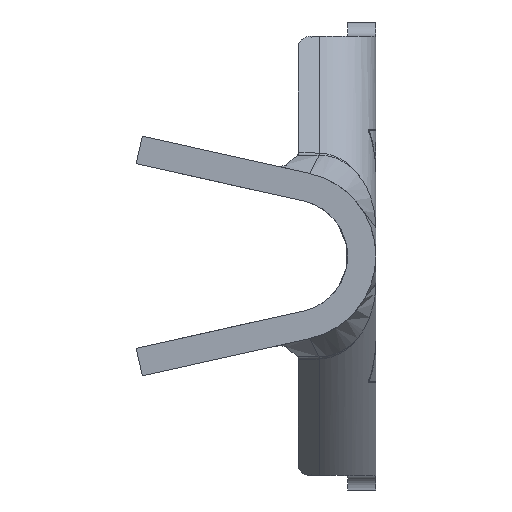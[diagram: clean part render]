
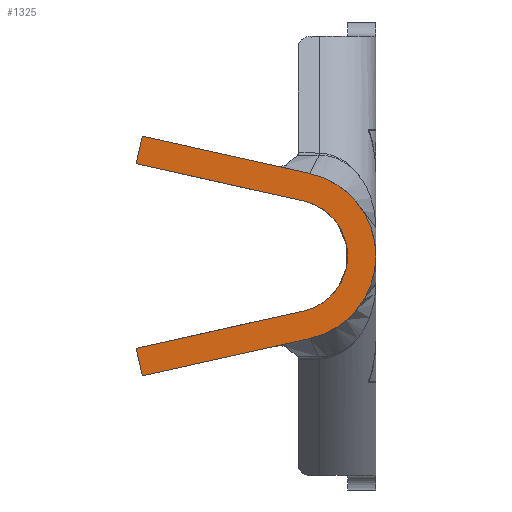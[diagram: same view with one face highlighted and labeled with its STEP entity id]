
A CAD part, left-side view. The second image highlights one B-rep face of the part: STEP entity #1325.
In plain terms, the highlighted planar face has unit normal (-1, 0, 0).
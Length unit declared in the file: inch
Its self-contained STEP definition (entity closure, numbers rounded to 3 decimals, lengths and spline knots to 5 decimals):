
#93 = VECTOR ( 'NONE', #3273, 39.37008 ) ;
#142 = PLANE ( 'NONE',  #1197 ) ;
#239 = ORIENTED_EDGE ( 'NONE', *, *, #3290, .F. ) ;
#296 = EDGE_CURVE ( 'NONE', #5230, #4960, #764, .T. ) ;
#522 = DIRECTION ( 'NONE',  ( 0., -0.976, -0.217 ) ) ;
#729 = CIRCLE ( 'NONE', #7114, 0.04 ) ;
#730 = DIRECTION ( 'NONE',  ( 0., 0.217, 0.976 ) ) ;
#731 = DIRECTION ( 'NONE',  ( 1., 0., 0. ) ) ;
#764 = CIRCLE ( 'NONE', #3162, 0.06 ) ;
#912 = VERTEX_POINT ( 'NONE', #1590 ) ;
#1009 = VECTOR ( 'NONE', #3662, 39.37008 ) ;
#1016 = CARTESIAN_POINT ( 'NONE',  ( -0.439, 0.16565, -0.085 ) ) ;
#1050 = DIRECTION ( 'NONE',  ( 0., 0.976, -0.217 ) ) ;
#1197 = AXIS2_PLACEMENT_3D ( 'NONE', #3565, #731, #4736 ) ;
#1274 = VERTEX_POINT ( 'NONE', #6978 ) ;
#1325 = ADVANCED_FACE ( 'NONE', ( #2452 ), #142, .F. ) ;
#1498 = ORIENTED_EDGE ( 'NONE', *, *, #4684, .F. ) ;
#1590 = CARTESIAN_POINT ( 'NONE',  ( -0.439, 0.17, -0.06548 ) ) ;
#1630 = LINE ( 'NONE', #6751, #5820 ) ;
#1804 = DIRECTION ( 'NONE',  ( 1., 0., 0. ) ) ;
#1823 = LINE ( 'NONE', #7260, #93 ) ;
#1900 = EDGE_CURVE ( 'NONE', #912, #6482, #5225, .T. ) ;
#2004 = DIRECTION ( 'NONE',  ( 0., -0.217, 0.976 ) ) ;
#2320 = VECTOR ( 'NONE', #2004, 39.37008 ) ;
#2452 = FACE_OUTER_BOUND ( 'NONE', #6137, .T. ) ;
#2467 = CARTESIAN_POINT ( 'NONE',  ( -0.439, 0.06, 0. ) ) ;
#2500 = LINE ( 'NONE', #3687, #2320 ) ;
#2518 = EDGE_CURVE ( 'NONE', #2693, #912, #4042, .T. ) ;
#2522 = ORIENTED_EDGE ( 'NONE', *, *, #6726, .F. ) ;
#2693 = VERTEX_POINT ( 'NONE', #1016 ) ;
#2707 = VERTEX_POINT ( 'NONE', #4471 ) ;
#2957 = VECTOR ( 'NONE', #522, 39.37008 ) ;
#3044 = DIRECTION ( 'NONE',  ( 0., 0., -1. ) ) ;
#3081 = ORIENTED_EDGE ( 'NONE', *, *, #2518, .F. ) ;
#3162 = AXIS2_PLACEMENT_3D ( 'NONE', #5219, #1804, #5791 ) ;
#3273 = DIRECTION ( 'NONE',  ( 0., 0.976, 0.217 ) ) ;
#3290 = EDGE_CURVE ( 'NONE', #2707, #1274, #1823, .T. ) ;
#3516 = ORIENTED_EDGE ( 'NONE', *, *, #1900, .F. ) ;
#3522 = EDGE_CURVE ( 'NONE', #6482, #2707, #729, .T. ) ;
#3565 = CARTESIAN_POINT ( 'NONE',  ( -0.439, 0.06, 0. ) ) ;
#3662 = DIRECTION ( 'NONE',  ( 0., -0.976, 0.217 ) ) ;
#3687 = CARTESIAN_POINT ( 'NONE',  ( -0.439, 0.17, 0.06548 ) ) ;
#3888 = CARTESIAN_POINT ( 'NONE',  ( -0.439, 0.04696, 0.05857 ) ) ;
#3901 = ORIENTED_EDGE ( 'NONE', *, *, #296, .F. ) ;
#3937 = CARTESIAN_POINT ( 'NONE',  ( -0.439, 0.04696, 0.05857 ) ) ;
#4042 = LINE ( 'NONE', #5312, #5396 ) ;
#4256 = CARTESIAN_POINT ( 'NONE',  ( -0.439, 0.0513, -0.03904 ) ) ;
#4471 = CARTESIAN_POINT ( 'NONE',  ( -0.439, 0.0513, 0.03904 ) ) ;
#4684 = EDGE_CURVE ( 'NONE', #4960, #2693, #1630, .T. ) ;
#4736 = DIRECTION ( 'NONE',  ( 0., 0., -1. ) ) ;
#4737 = EDGE_CURVE ( 'NONE', #5544, #5230, #5636, .T. ) ;
#4845 = ORIENTED_EDGE ( 'NONE', *, *, #3522, .F. ) ;
#4960 = VERTEX_POINT ( 'NONE', #5982 ) ;
#5219 = CARTESIAN_POINT ( 'NONE',  ( -0.439, 0.06, 0. ) ) ;
#5225 = LINE ( 'NONE', #4256, #1009 ) ;
#5230 = VERTEX_POINT ( 'NONE', #3888 ) ;
#5312 = CARTESIAN_POINT ( 'NONE',  ( -0.439, 0.17, -0.06548 ) ) ;
#5396 = VECTOR ( 'NONE', #730, 39.37008 ) ;
#5544 = VERTEX_POINT ( 'NONE', #6612 ) ;
#5636 = LINE ( 'NONE', #3937, #2957 ) ;
#5742 = ORIENTED_EDGE ( 'NONE', *, *, #4737, .F. ) ;
#5791 = DIRECTION ( 'NONE',  ( 0., 0., -1. ) ) ;
#5820 = VECTOR ( 'NONE', #1050, 39.37008 ) ;
#5982 = CARTESIAN_POINT ( 'NONE',  ( -0.439, 0.04696, -0.05857 ) ) ;
#6137 = EDGE_LOOP ( 'NONE', ( #3901, #5742, #2522, #239, #4845, #3516, #3081, #1498 ) ) ;
#6473 = DIRECTION ( 'NONE',  ( -1., 0., 0. ) ) ;
#6482 = VERTEX_POINT ( 'NONE', #7326 ) ;
#6612 = CARTESIAN_POINT ( 'NONE',  ( -0.439, 0.16565, 0.085 ) ) ;
#6726 = EDGE_CURVE ( 'NONE', #1274, #5544, #2500, .T. ) ;
#6751 = CARTESIAN_POINT ( 'NONE',  ( -0.439, 0.04696, -0.05857 ) ) ;
#6978 = CARTESIAN_POINT ( 'NONE',  ( -0.439, 0.17, 0.06548 ) ) ;
#7114 = AXIS2_PLACEMENT_3D ( 'NONE', #2467, #6473, #3044 ) ;
#7260 = CARTESIAN_POINT ( 'NONE',  ( -0.439, 0.0513, 0.03904 ) ) ;
#7326 = CARTESIAN_POINT ( 'NONE',  ( -0.439, 0.0513, -0.03904 ) ) ;
